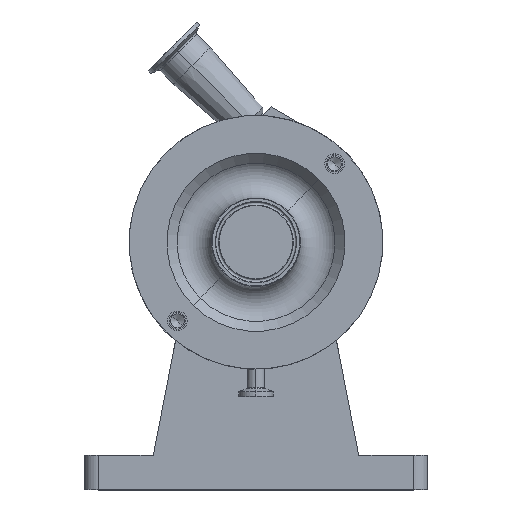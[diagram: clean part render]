
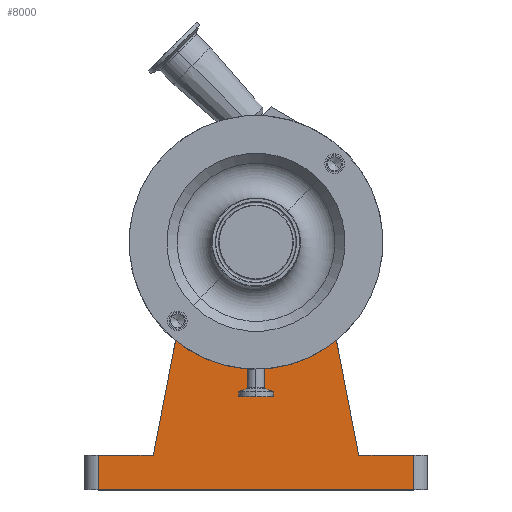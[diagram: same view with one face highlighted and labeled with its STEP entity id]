
A CAD part, top view. The second image highlights one B-rep face of the part: STEP entity #8000.
In plain terms, the highlighted planar face has unit normal (0, 0, 1).
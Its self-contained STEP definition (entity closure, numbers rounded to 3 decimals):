
#62 = LINE ( 'NONE', #109, #108 ) ;
#85 = CARTESIAN_POINT ( 'NONE',  ( -115., -155., 125. ) ) ;
#107 = DIRECTION ( 'NONE',  ( 1., 0., 0. ) ) ;
#108 = VECTOR ( 'NONE', #107, 1000. ) ;
#109 = CARTESIAN_POINT ( 'NONE',  ( 125., -180., 125. ) ) ;
#178 = CARTESIAN_POINT ( 'NONE',  ( -115., -180., 125. ) ) ;
#573 = CIRCLE ( 'NONE', #598, 50. ) ;
#595 = DIRECTION ( 'NONE',  ( 1., 0., 0. ) ) ;
#596 = DIRECTION ( 'NONE',  ( 0., 0., -1. ) ) ;
#597 = CARTESIAN_POINT ( 'NONE',  ( 0., 0., 125. ) ) ;
#598 = AXIS2_PLACEMENT_3D ( 'NONE', #597, #596, #595 ) ;
#646 = CARTESIAN_POINT ( 'NONE',  ( 47.697, -15., 125. ) ) ;
#652 = CARTESIAN_POINT ( 'NONE',  ( -47.697, -15., 125. ) ) ;
#1145 = DIRECTION ( 'NONE',  ( 1., 0., 0. ) ) ;
#1146 = VECTOR ( 'NONE', #1145, 1000. ) ;
#1154 = CARTESIAN_POINT ( 'NONE',  ( 125., -155., 125. ) ) ;
#1155 = LINE ( 'NONE', #1154, #1146 ) ;
#1172 = PLANE ( 'NONE',  #1236 ) ;
#1187 = DIRECTION ( 'NONE',  ( 1., 0., 0. ) ) ;
#1188 = VECTOR ( 'NONE', #1187, 1000. ) ;
#1189 = CARTESIAN_POINT ( 'NONE',  ( -74.91, -155., 125. ) ) ;
#1193 = CARTESIAN_POINT ( 'NONE',  ( 74.91, -155., 125. ) ) ;
#1197 = CARTESIAN_POINT ( 'NONE',  ( 125., -155., 125. ) ) ;
#1198 = LINE ( 'NONE', #1197, #1188 ) ;
#1212 = DIRECTION ( 'NONE',  ( -1., 0., 0. ) ) ;
#1213 = DIRECTION ( 'NONE',  ( 0., 0., -1. ) ) ;
#1214 = CARTESIAN_POINT ( 'NONE',  ( 125., -155., 125. ) ) ;
#1220 = FACE_OUTER_BOUND ( 'NONE', #7995, .T. ) ;
#1236 = AXIS2_PLACEMENT_3D ( 'NONE', #1214, #1213, #1212 ) ;
#1242 = DIRECTION ( 'NONE',  ( -0.191, -0.982, 0. ) ) ;
#1243 = VECTOR ( 'NONE', #1242, 1000. ) ;
#1245 = CARTESIAN_POINT ( 'NONE',  ( -47.697, -15., 125. ) ) ;
#1246 = LINE ( 'NONE', #1245, #1243 ) ;
#1312 = DIRECTION ( 'NONE',  ( -0.191, 0.982, 0. ) ) ;
#1313 = VECTOR ( 'NONE', #1312, 1000. ) ;
#1327 = CARTESIAN_POINT ( 'NONE',  ( 74.91, -155., 125. ) ) ;
#1328 = LINE ( 'NONE', #1327, #1313 ) ;
#2804 = DIRECTION ( 'NONE',  ( 0., -1., 0. ) ) ;
#2805 = VECTOR ( 'NONE', #2804, 1000. ) ;
#2809 = CARTESIAN_POINT ( 'NONE',  ( -115., -155., 125. ) ) ;
#2810 = LINE ( 'NONE', #2809, #2805 ) ;
#6736 = DIRECTION ( 'NONE',  ( 0., 1., 0. ) ) ;
#6737 = VECTOR ( 'NONE', #6736, 1000. ) ;
#6742 = CARTESIAN_POINT ( 'NONE',  ( 115., -155., 125. ) ) ;
#6743 = LINE ( 'NONE', #6742, #6737 ) ;
#6751 = CARTESIAN_POINT ( 'NONE',  ( 115., -180., 125. ) ) ;
#6759 = CARTESIAN_POINT ( 'NONE',  ( 115., -155., 125. ) ) ;
#7166 = VERTEX_POINT ( 'NONE', #6759 ) ;
#7171 = EDGE_CURVE ( 'NONE', #7172, #7166, #6743, .T. ) ;
#7172 = VERTEX_POINT ( 'NONE', #6751 ) ;
#7319 = VERTEX_POINT ( 'NONE', #85 ) ;
#7332 = EDGE_CURVE ( 'NONE', #7359, #7172, #62, .T. ) ;
#7359 = VERTEX_POINT ( 'NONE', #178 ) ;
#7634 = EDGE_CURVE ( 'NONE', #7654, #7646, #573, .T. ) ;
#7646 = VERTEX_POINT ( 'NONE', #652 ) ;
#7654 = VERTEX_POINT ( 'NONE', #646 ) ;
#7950 = ORIENTED_EDGE ( 'NONE', *, *, #7171, .T. ) ;
#7956 = ORIENTED_EDGE ( 'NONE', *, *, #8049, .T. ) ;
#7957 = ORIENTED_EDGE ( 'NONE', *, *, #7976, .F. ) ;
#7965 = EDGE_CURVE ( 'NONE', #7319, #7981, #1155, .T. ) ;
#7967 = ORIENTED_EDGE ( 'NONE', *, *, #7332, .T. ) ;
#7970 = ORIENTED_EDGE ( 'NONE', *, *, #8946, .T. ) ;
#7976 = EDGE_CURVE ( 'NONE', #7978, #7166, #1198, .T. ) ;
#7978 = VERTEX_POINT ( 'NONE', #1193 ) ;
#7981 = VERTEX_POINT ( 'NONE', #1189 ) ;
#7992 = ORIENTED_EDGE ( 'NONE', *, *, #7965, .F. ) ;
#7995 = EDGE_LOOP ( 'NONE', ( #7992, #7970, #7967, #7950, #7957, #7956, #8047, #8025 ) ) ;
#8000 = ADVANCED_FACE ( 'NONE', ( #1220 ), #1172, .F. ) ;
#8015 = EDGE_CURVE ( 'NONE', #7646, #7981, #1246, .T. ) ;
#8025 = ORIENTED_EDGE ( 'NONE', *, *, #8015, .T. ) ;
#8047 = ORIENTED_EDGE ( 'NONE', *, *, #7634, .T. ) ;
#8049 = EDGE_CURVE ( 'NONE', #7978, #7654, #1328, .T. ) ;
#8946 = EDGE_CURVE ( 'NONE', #7319, #7359, #2810, .T. ) ;
